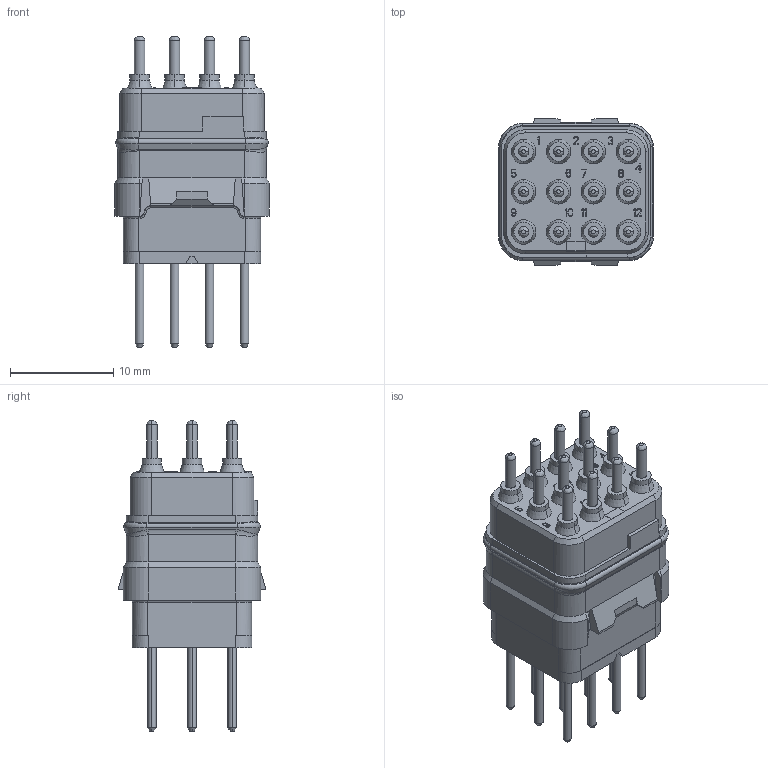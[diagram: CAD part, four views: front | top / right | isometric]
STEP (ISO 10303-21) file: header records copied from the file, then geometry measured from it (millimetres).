
FILE_DESCRIPTION((''),'2;1');
FILE_NAME('SIME1220PDP','2020-03-04T',('presta_be4'),(''),'CREO PARAMETRIC BY PTC INC, 2018360','CREO PARAMETRIC BY PTC INC, 2018360','');
FILE_SCHEMA(('CONFIG_CONTROL_DESIGN'));
Length unit declared in the file: millimetre
Products named in the file (1): SIME1220PDP
Bounding box: 15 x 14.25 x 30.1 mm (x, y, z)
Volume: 3029.8 mm3; surface area: 1752.7 mm2
Topology: 1 solids, 1 shells, 898 faces, 2303 edges, 1476 vertices
Faces by surface type: plane 622, cylinder 148, cone 60, bspline 52, torus 16
Entity records: 28519 total; most frequent: CARTESIAN_POINT 6674, ORIENTED_EDGE 4606, DIRECTION 4356, EDGE_CURVE 2303, VECTOR 1798, LINE 1798, VERTEX_POINT 1476, AXIS2_PLACEMENT_3D 1279
